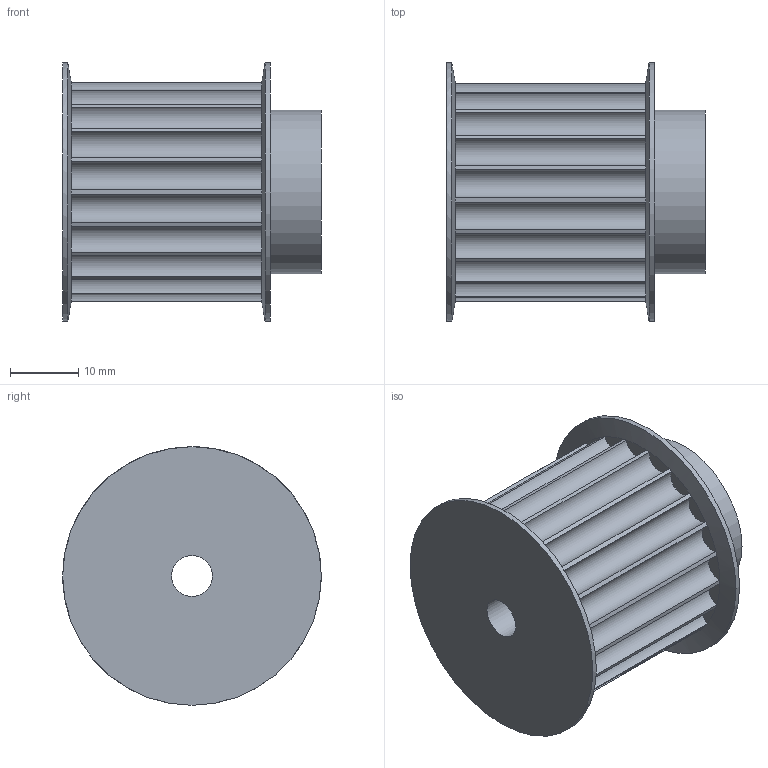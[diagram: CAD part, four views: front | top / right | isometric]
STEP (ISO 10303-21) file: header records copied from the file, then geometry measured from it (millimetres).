
FILE_DESCRIPTION( ( 'STEP AP214' ), '1' );
FILE_NAME( 'HTD-Zrr_6_17242100_2_14.stp', ' ', ( ' ' ), ( ' ' ), 'PSStep 15.0.47', 'PARTsolutions', ' ' );
FILE_SCHEMA( ( 'AUTOMOTIVE_DESIGN { 1 0 10303 214 1 1 1 1 }' ) );
Length unit declared in the file: millimetre
Products named in the file (1): _HTD-Zrr 6 17242100
Bounding box: 38 x 38 x 38 mm (x, y, z)
Volume: 23682.3 mm3; surface area: 8725.1 mm2
Topology: 1 solids, 1 shells, 94 faces, 186 edges, 95 vertices
Faces by surface type: cylinder 46, plane 45, cone 3
Full cylindrical faces by diameter (mm): 6 x1, 24 x1, 38 x2
Entity records: 3108 total; most frequent: DIRECTION 502, CARTESIAN_POINT 365, ORIENTED_EDGE 354, AXIS2_PLACEMENT_3D 230, EDGE_CURVE 177, CIRCLE 135, EDGE_LOOP 104, FACE_OUTER_BOUND 98
